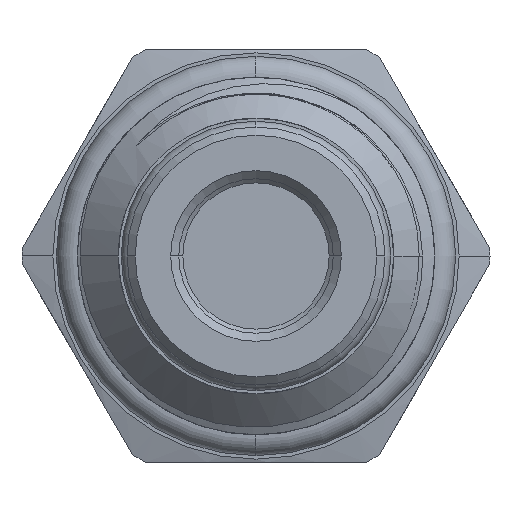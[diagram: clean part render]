
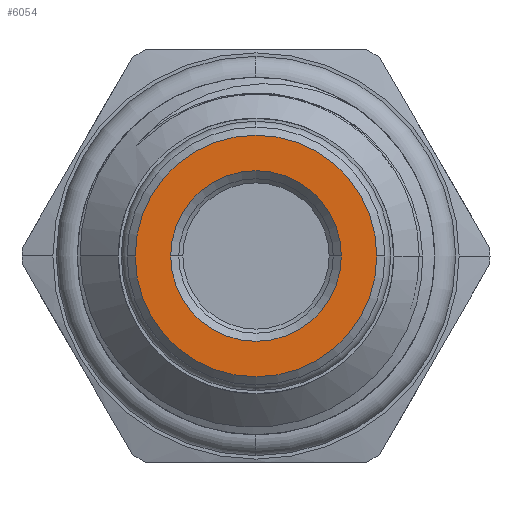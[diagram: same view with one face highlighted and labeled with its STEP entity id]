
A CAD part, left-side view. The second image highlights one B-rep face of the part: STEP entity #6054.
In plain terms, the highlighted planar face has unit normal (-1, 0, 0).
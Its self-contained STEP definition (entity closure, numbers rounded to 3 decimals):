
#113 = DIRECTION ( 'NONE',  ( 0., 1., 0. ) ) ;
#114 = DIRECTION ( 'NONE',  ( -1., 0., 0. ) ) ;
#115 = CARTESIAN_POINT ( 'NONE',  ( -36.5, 0., 0. ) ) ;
#2425 = ORIENTED_EDGE ( 'NONE', *, *, #8724, .F. ) ;
#2427 = ORIENTED_EDGE ( 'NONE', *, *, #8402, .T. ) ;
#2428 = ORIENTED_EDGE ( 'NONE', *, *, #9358, .T. ) ;
#2437 = ORIENTED_EDGE ( 'NONE', *, *, #9854, .F. ) ;
#3990 = CIRCLE ( 'NONE', #18520, 7.435 ) ;
#6054 = ADVANCED_FACE ( 'NONE', ( #9820, #9689 ), #8778, .T. ) ;
#6280 = CIRCLE ( 'NONE', #18672, 5.25 ) ;
#6501 = CIRCLE ( 'NONE', #18807, 5.25 ) ;
#6516 = CIRCLE ( 'NONE', #18809, 7.435 ) ;
#8377 = AXIS2_PLACEMENT_3D ( 'NONE', #8781, #8782, #8774 ) ;
#8402 = EDGE_CURVE ( 'NONE', #19563, #19449, #3990, .T. ) ;
#8724 = EDGE_CURVE ( 'NONE', #19315, #19080, #6280, .T. ) ;
#8774 = DIRECTION ( 'NONE',  ( 0., 1., 0. ) ) ;
#8778 = PLANE ( 'NONE',  #8377 ) ;
#8781 = CARTESIAN_POINT ( 'NONE',  ( -36.5, 0., 0. ) ) ;
#8782 = DIRECTION ( 'NONE',  ( -1., 0., 0. ) ) ;
#9358 = EDGE_CURVE ( 'NONE', #19449, #19563, #6516, .T. ) ;
#9689 = FACE_BOUND ( 'NONE', #19403, .T. ) ;
#9820 = FACE_OUTER_BOUND ( 'NONE', #18864, .T. ) ;
#9854 = EDGE_CURVE ( 'NONE', #19080, #19315, #6501, .T. ) ;
#10618 = CARTESIAN_POINT ( 'NONE',  ( -36.5, -7.435, 0. ) ) ;
#10649 = CARTESIAN_POINT ( 'NONE',  ( -36.5, 7.435, 0. ) ) ;
#10755 = CARTESIAN_POINT ( 'NONE',  ( -36.5, 5.25, 0. ) ) ;
#10866 = CARTESIAN_POINT ( 'NONE',  ( -36.5, -5.25, 0. ) ) ;
#12607 = CARTESIAN_POINT ( 'NONE',  ( -36.5, 0., 0. ) ) ;
#12748 = DIRECTION ( 'NONE',  ( 0., 1., 0. ) ) ;
#12845 = DIRECTION ( 'NONE',  ( -1., 0., 0. ) ) ;
#15343 = CARTESIAN_POINT ( 'NONE',  ( -36.5, 0., 0. ) ) ;
#15344 = DIRECTION ( 'NONE',  ( -1., 0., 0. ) ) ;
#15345 = DIRECTION ( 'NONE',  ( 0., 1., 0. ) ) ;
#15760 = CARTESIAN_POINT ( 'NONE',  ( -36.5, 0., 0. ) ) ;
#15763 = DIRECTION ( 'NONE',  ( -1., 0., 0. ) ) ;
#15808 = DIRECTION ( 'NONE',  ( 0., 1., 0. ) ) ;
#18520 = AXIS2_PLACEMENT_3D ( 'NONE', #115, #114, #113 ) ;
#18672 = AXIS2_PLACEMENT_3D ( 'NONE', #12607, #12845, #12748 ) ;
#18807 = AXIS2_PLACEMENT_3D ( 'NONE', #15343, #15344, #15345 ) ;
#18809 = AXIS2_PLACEMENT_3D ( 'NONE', #15760, #15763, #15808 ) ;
#18864 = EDGE_LOOP ( 'NONE', ( #2428, #2427 ) ) ;
#19080 = VERTEX_POINT ( 'NONE', #10866 ) ;
#19315 = VERTEX_POINT ( 'NONE', #10755 ) ;
#19403 = EDGE_LOOP ( 'NONE', ( #2425, #2437 ) ) ;
#19449 = VERTEX_POINT ( 'NONE', #10618 ) ;
#19563 = VERTEX_POINT ( 'NONE', #10649 ) ;
